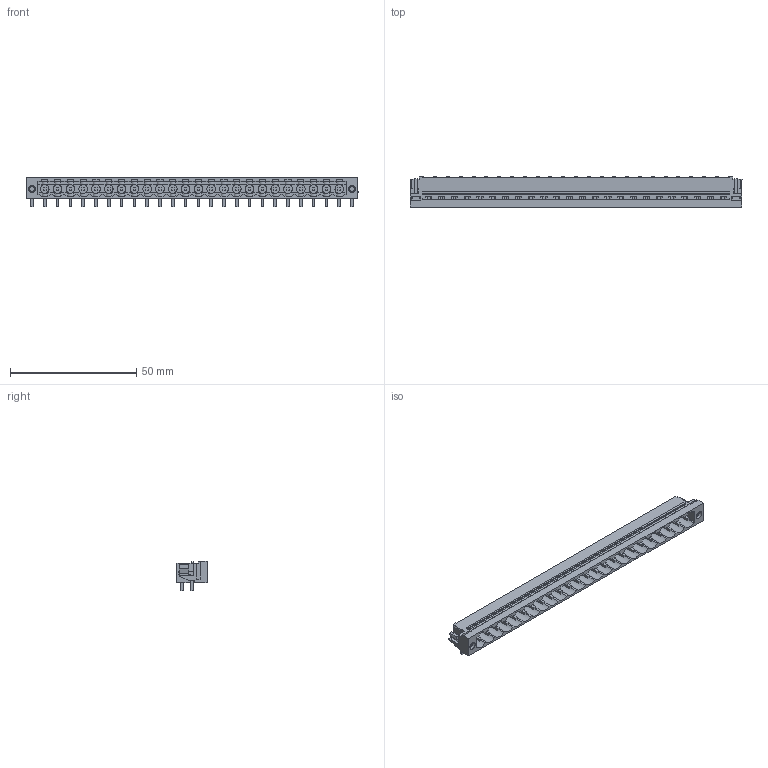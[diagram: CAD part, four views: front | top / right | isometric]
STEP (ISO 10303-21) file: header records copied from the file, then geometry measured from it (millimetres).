
FILE_DESCRIPTION(('CATIA V5R22 STEP214','CAx-IF Rec.Pracs.--- Model Styling and Organization---1.4--- 2014-01-23'),'2;1');
FILE_NAME ('D1456075_1_1780650000_1780650000.stp','2023-05-11T06:54:43+00:00',('none'),('Weidmueller'),'CATIA Version 5-6 Release 2016 SP3 HF44','CATIA V5 STEP AP214','none');
FILE_SCHEMA(('AUTOMOTIVE_DESIGN { 1 0 10303 214 1 1 1 1 }'));
Length unit declared in the file: millimetre
Products named in the file (1): 1780650000
Bounding box: 131.72 x 12 x 11.63 mm (x, y, z)
Volume: 5053.5 mm3; surface area: 11569 mm2
Topology: 29 solids, 29 shells, 1482 faces, 4514 edges, 2974 vertices
Faces by surface type: plane 1181, cylinder 243, extrusion 50, cone 8
Entity records: 47722 total; most frequent: CARTESIAN_POINT 11271, ORIENTED_EDGE 9028, DIRECTION 5302, EDGE_CURVE 4514, VECTOR 3376, LINE 3326, VERTEX_POINT 2974, EDGE_LOOP 1570
